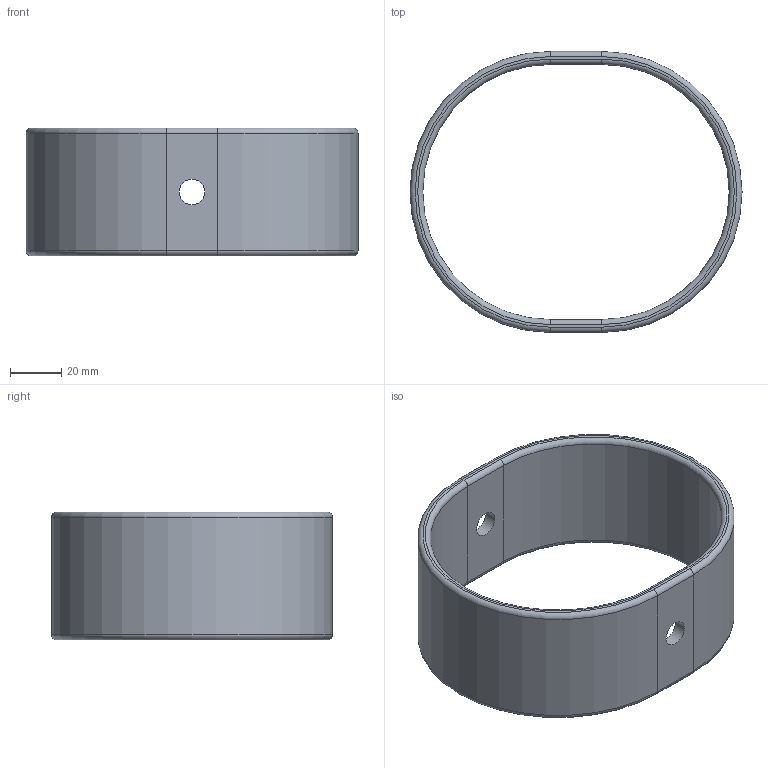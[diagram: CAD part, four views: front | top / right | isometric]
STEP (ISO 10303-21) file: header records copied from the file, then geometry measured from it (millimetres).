
FILE_DESCRIPTION((''),'2;1');
FILE_NAME('THIGH_CONNECTION','2019-08-23T15:17:01',('jbn176'),(''),'CREO PARAMETRIC BY PTC INC, 2018260','CREO PARAMETRIC BY PTC INC, 2018260','');
FILE_SCHEMA(('CONFIG_CONTROL_DESIGN'));
Length unit declared in the file: metre
Products named in the file (1): THIGH_CONNECTION
Bounding box: 130 x 110 x 50 mm (x, y, z)
Volume: 90411.4 mm3; surface area: 39415.4 mm2
Topology: 1 solids, 1 shells, 30 faces, 68 edges, 40 vertices
Faces by surface type: cylinder 16, torus 8, plane 6
Entity records: 894 total; most frequent: DIRECTION 168, CARTESIAN_POINT 138, ORIENTED_EDGE 136, AXIS2_PLACEMENT_3D 70, EDGE_CURVE 68, VERTEX_POINT 40, CIRCLE 40, EDGE_LOOP 36
